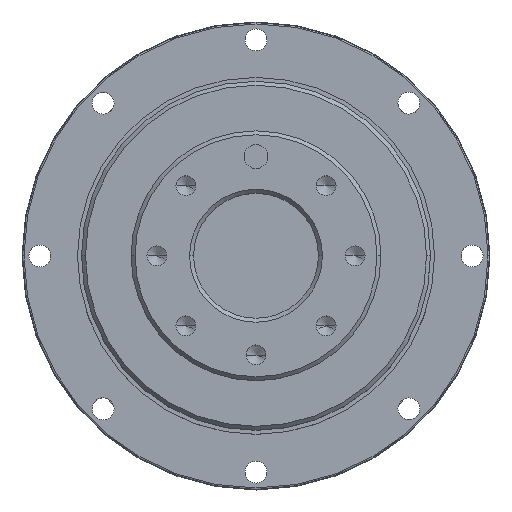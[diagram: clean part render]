
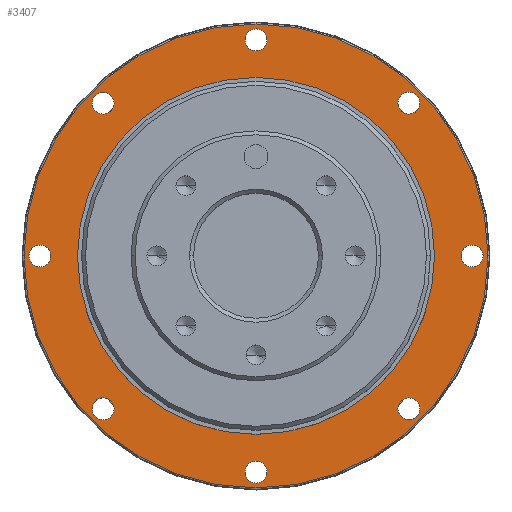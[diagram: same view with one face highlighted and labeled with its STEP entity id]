
A CAD part, top view. The second image highlights one B-rep face of the part: STEP entity #3407.
In plain terms, the highlighted planar face has unit normal (0, 0, 1).
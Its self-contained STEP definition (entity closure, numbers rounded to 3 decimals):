
#974=CARTESIAN_POINT('',(0.,0.,8.));
#975=DIRECTION('',(0.,0.,1.));
#976=DIRECTION('',(1.,0.,0.));
#977=AXIS2_PLACEMENT_3D('',#974,#975,#976);
#979=CARTESIAN_POINT('',(0.,0.,8.));
#980=DIRECTION('',(0.,0.,1.));
#981=DIRECTION('',(-1.,0.,0.));
#982=AXIS2_PLACEMENT_3D('',#979,#980,#981);
#984=CARTESIAN_POINT('',(38.537,38.537,8.));
#985=DIRECTION('',(0.,0.,-1.));
#986=DIRECTION('',(0.707,-0.707,0.));
#987=AXIS2_PLACEMENT_3D('',#984,#985,#986);
#989=CARTESIAN_POINT('',(38.537,38.537,8.));
#990=DIRECTION('',(0.,0.,-1.));
#991=DIRECTION('',(1.,0.,0.));
#992=AXIS2_PLACEMENT_3D('',#989,#990,#991);
#994=CARTESIAN_POINT('',(38.537,38.537,8.));
#995=DIRECTION('',(0.,0.,-1.));
#996=DIRECTION('',(-1.,0.,0.));
#997=AXIS2_PLACEMENT_3D('',#994,#995,#996);
#999=CARTESIAN_POINT('',(54.5,0.,8.));
#1000=DIRECTION('',(0.,0.,-1.));
#1001=DIRECTION('',(0.,-1.,0.));
#1002=AXIS2_PLACEMENT_3D('',#999,#1000,#1001);
#1004=CARTESIAN_POINT('',(54.5,0.,8.));
#1005=DIRECTION('',(0.,0.,-1.));
#1006=DIRECTION('',(1.,0.,0.));
#1007=AXIS2_PLACEMENT_3D('',#1004,#1005,#1006);
#1009=CARTESIAN_POINT('',(54.5,0.,8.));
#1010=DIRECTION('',(0.,0.,-1.));
#1011=DIRECTION('',(-1.,0.,0.));
#1012=AXIS2_PLACEMENT_3D('',#1009,#1010,#1011);
#1014=CARTESIAN_POINT('',(38.537,-38.537,8.));
#1015=DIRECTION('',(0.,0.,-1.));
#1016=DIRECTION('',(-0.707,-0.707,0.));
#1017=AXIS2_PLACEMENT_3D('',#1014,#1015,#1016);
#1019=CARTESIAN_POINT('',(38.537,-38.537,8.));
#1020=DIRECTION('',(0.,0.,-1.));
#1021=DIRECTION('',(1.,0.,0.));
#1022=AXIS2_PLACEMENT_3D('',#1019,#1020,#1021);
#1024=CARTESIAN_POINT('',(38.537,-38.537,8.));
#1025=DIRECTION('',(0.,0.,-1.));
#1026=DIRECTION('',(-1.,0.,0.));
#1027=AXIS2_PLACEMENT_3D('',#1024,#1025,#1026);
#1029=CARTESIAN_POINT('',(0.,-54.5,8.));
#1030=DIRECTION('',(0.,0.,-1.));
#1031=DIRECTION('',(-1.,0.,0.));
#1032=AXIS2_PLACEMENT_3D('',#1029,#1030,#1031);
#1034=CARTESIAN_POINT('',(0.,-54.5,8.));
#1035=DIRECTION('',(0.,0.,-1.));
#1036=DIRECTION('',(1.,0.,0.));
#1037=AXIS2_PLACEMENT_3D('',#1034,#1035,#1036);
#1039=CARTESIAN_POINT('',(-38.537,-38.537,8.));
#1040=DIRECTION('',(0.,0.,-1.));
#1041=DIRECTION('',(-0.707,0.707,0.));
#1042=AXIS2_PLACEMENT_3D('',#1039,#1040,#1041);
#1044=CARTESIAN_POINT('',(-38.537,-38.537,8.));
#1045=DIRECTION('',(0.,0.,-1.));
#1046=DIRECTION('',(-1.,0.,0.));
#1047=AXIS2_PLACEMENT_3D('',#1044,#1045,#1046);
#1049=CARTESIAN_POINT('',(-38.537,-38.537,8.));
#1050=DIRECTION('',(0.,0.,-1.));
#1051=DIRECTION('',(1.,0.,0.));
#1052=AXIS2_PLACEMENT_3D('',#1049,#1050,#1051);
#1054=CARTESIAN_POINT('',(-54.5,0.,8.));
#1055=DIRECTION('',(0.,0.,-1.));
#1056=DIRECTION('',(0.,1.,0.));
#1057=AXIS2_PLACEMENT_3D('',#1054,#1055,#1056);
#1059=CARTESIAN_POINT('',(-54.5,0.,8.));
#1060=DIRECTION('',(0.,0.,-1.));
#1061=DIRECTION('',(-1.,0.,0.));
#1062=AXIS2_PLACEMENT_3D('',#1059,#1060,#1061);
#1064=CARTESIAN_POINT('',(-54.5,0.,8.));
#1065=DIRECTION('',(0.,0.,-1.));
#1066=DIRECTION('',(1.,0.,0.));
#1067=AXIS2_PLACEMENT_3D('',#1064,#1065,#1066);
#1069=CARTESIAN_POINT('',(-38.537,38.537,8.));
#1070=DIRECTION('',(0.,0.,-1.));
#1071=DIRECTION('',(0.707,0.707,0.));
#1072=AXIS2_PLACEMENT_3D('',#1069,#1070,#1071);
#1074=CARTESIAN_POINT('',(-38.537,38.537,8.));
#1075=DIRECTION('',(0.,0.,-1.));
#1076=DIRECTION('',(-1.,0.,0.));
#1077=AXIS2_PLACEMENT_3D('',#1074,#1075,#1076);
#1079=CARTESIAN_POINT('',(-38.537,38.537,8.));
#1080=DIRECTION('',(0.,0.,-1.));
#1081=DIRECTION('',(1.,0.,0.));
#1082=AXIS2_PLACEMENT_3D('',#1079,#1080,#1081);
#1084=CARTESIAN_POINT('',(0.,54.5,8.));
#1085=DIRECTION('',(0.,0.,-1.));
#1086=DIRECTION('',(1.,0.,0.));
#1087=AXIS2_PLACEMENT_3D('',#1084,#1085,#1086);
#1089=CARTESIAN_POINT('',(0.,54.5,8.));
#1090=DIRECTION('',(0.,0.,-1.));
#1091=DIRECTION('',(-1.,0.,0.));
#1092=AXIS2_PLACEMENT_3D('',#1089,#1090,#1091);
#1094=CARTESIAN_POINT('',(0.,0.,8.));
#1095=DIRECTION('',(0.,0.,-1.));
#1096=DIRECTION('',(1.,0.,0.));
#1097=AXIS2_PLACEMENT_3D('',#1094,#1095,#1096);
#1099=CARTESIAN_POINT('',(0.,0.,8.));
#1100=DIRECTION('',(0.,0.,-1.));
#1101=DIRECTION('',(-1.,0.,0.));
#1102=AXIS2_PLACEMENT_3D('',#1099,#1100,#1101);
#1752=CARTESIAN_POINT('',(-58.5,0.,8.));
#1753=VERTEX_POINT('',#1752);
#1754=CARTESIAN_POINT('',(58.5,0.,8.));
#1755=VERTEX_POINT('',#1754);
#1773=CARTESIAN_POINT('',(-45.,0.,8.));
#1775=VERTEX_POINT('',#1773);
#1777=CARTESIAN_POINT('',(45.,0.,8.));
#1779=VERTEX_POINT('',#1777);
#1939=CARTESIAN_POINT('',(41.287,38.537,8.));
#1941=VERTEX_POINT('',#1939);
#1943=CARTESIAN_POINT('',(35.787,38.537,8.));
#1945=VERTEX_POINT('',#1943);
#1946=CARTESIAN_POINT('',(40.482,36.593,8.));
#1947=VERTEX_POINT('',#1946);
#1949=CARTESIAN_POINT('',(57.25,0.,8.));
#1951=VERTEX_POINT('',#1949);
#1953=CARTESIAN_POINT('',(51.75,0.,8.));
#1955=VERTEX_POINT('',#1953);
#1956=CARTESIAN_POINT('',(54.5,-2.75,8.));
#1957=VERTEX_POINT('',#1956);
#1959=CARTESIAN_POINT('',(41.287,-38.537,8.));
#1961=VERTEX_POINT('',#1959);
#1963=CARTESIAN_POINT('',(35.787,-38.537,8.));
#1965=VERTEX_POINT('',#1963);
#1966=CARTESIAN_POINT('',(36.593,-40.482,8.));
#1967=VERTEX_POINT('',#1966);
#1969=CARTESIAN_POINT('',(2.75,-54.5,8.));
#1971=VERTEX_POINT('',#1969);
#1973=CARTESIAN_POINT('',(-2.75,-54.5,8.));
#1975=VERTEX_POINT('',#1973);
#1977=CARTESIAN_POINT('',(-35.787,-38.537,8.));
#1979=VERTEX_POINT('',#1977);
#1981=CARTESIAN_POINT('',(-41.287,-38.537,8.));
#1983=VERTEX_POINT('',#1981);
#1984=CARTESIAN_POINT('',(-40.482,-36.593,8.));
#1985=VERTEX_POINT('',#1984);
#1987=CARTESIAN_POINT('',(-51.75,0.,8.));
#1989=VERTEX_POINT('',#1987);
#1991=CARTESIAN_POINT('',(-57.25,0.,8.));
#1993=VERTEX_POINT('',#1991);
#1994=CARTESIAN_POINT('',(-54.5,2.75,8.));
#1995=VERTEX_POINT('',#1994);
#1997=CARTESIAN_POINT('',(-35.787,38.537,8.));
#1999=VERTEX_POINT('',#1997);
#2001=CARTESIAN_POINT('',(-41.287,38.537,8.));
#2003=VERTEX_POINT('',#2001);
#2004=CARTESIAN_POINT('',(-36.593,40.482,8.));
#2005=VERTEX_POINT('',#2004);
#2007=CARTESIAN_POINT('',(2.75,54.5,8.));
#2009=VERTEX_POINT('',#2007);
#2011=CARTESIAN_POINT('',(-2.75,54.5,8.));
#2013=VERTEX_POINT('',#2011);
#3331=CARTESIAN_POINT('',(0.,0.,8.));
#3332=DIRECTION('',(0.,0.,1.));
#3333=DIRECTION('',(1.,0.,0.));
#3334=AXIS2_PLACEMENT_3D('',#3331,#3332,#3333);
#3335=PLANE('',#3334);
#3337=ORIENTED_EDGE('',*,*,#3336,.F.);
#3338=ORIENTED_EDGE('',*,*,#3321,.F.);
#3339=EDGE_LOOP('',(#3337,#3338));
#3340=FACE_OUTER_BOUND('',#3339,.F.);
#3342=ORIENTED_EDGE('',*,*,#3341,.F.);
#3344=ORIENTED_EDGE('',*,*,#3343,.F.);
#3346=ORIENTED_EDGE('',*,*,#3345,.F.);
#3347=EDGE_LOOP('',(#3342,#3344,#3346));
#3348=FACE_BOUND('',#3347,.F.);
#3350=ORIENTED_EDGE('',*,*,#3349,.F.);
#3352=ORIENTED_EDGE('',*,*,#3351,.F.);
#3354=ORIENTED_EDGE('',*,*,#3353,.F.);
#3355=EDGE_LOOP('',(#3350,#3352,#3354));
#3356=FACE_BOUND('',#3355,.F.);
#3358=ORIENTED_EDGE('',*,*,#3357,.F.);
#3360=ORIENTED_EDGE('',*,*,#3359,.F.);
#3362=ORIENTED_EDGE('',*,*,#3361,.F.);
#3363=EDGE_LOOP('',(#3358,#3360,#3362));
#3364=FACE_BOUND('',#3363,.F.);
#3366=ORIENTED_EDGE('',*,*,#3365,.F.);
#3368=ORIENTED_EDGE('',*,*,#3367,.F.);
#3369=EDGE_LOOP('',(#3366,#3368));
#3370=FACE_BOUND('',#3369,.F.);
#3372=ORIENTED_EDGE('',*,*,#3371,.F.);
#3374=ORIENTED_EDGE('',*,*,#3373,.F.);
#3376=ORIENTED_EDGE('',*,*,#3375,.F.);
#3377=EDGE_LOOP('',(#3372,#3374,#3376));
#3378=FACE_BOUND('',#3377,.F.);
#3380=ORIENTED_EDGE('',*,*,#3379,.F.);
#3382=ORIENTED_EDGE('',*,*,#3381,.F.);
#3384=ORIENTED_EDGE('',*,*,#3383,.F.);
#3385=EDGE_LOOP('',(#3380,#3382,#3384));
#3386=FACE_BOUND('',#3385,.F.);
#3388=ORIENTED_EDGE('',*,*,#3387,.F.);
#3390=ORIENTED_EDGE('',*,*,#3389,.F.);
#3392=ORIENTED_EDGE('',*,*,#3391,.F.);
#3393=EDGE_LOOP('',(#3388,#3390,#3392));
#3394=FACE_BOUND('',#3393,.F.);
#3396=ORIENTED_EDGE('',*,*,#3395,.F.);
#3398=ORIENTED_EDGE('',*,*,#3397,.F.);
#3399=EDGE_LOOP('',(#3396,#3398));
#3400=FACE_BOUND('',#3399,.F.);
#3402=ORIENTED_EDGE('',*,*,#3401,.F.);
#3404=ORIENTED_EDGE('',*,*,#3403,.F.);
#3405=EDGE_LOOP('',(#3402,#3404));
#3406=FACE_BOUND('',#3405,.F.);
#3407=ADVANCED_FACE('',(#3340,#3348,#3356,#3364,#3370,#3378,#3386,#3394,#3400,
#3406),#3335,.T.);
#978=CIRCLE('',#977,58.5);
#983=CIRCLE('',#982,58.5);
#988=CIRCLE('',#987,2.75);
#993=CIRCLE('',#992,2.75);
#998=CIRCLE('',#997,2.75);
#1003=CIRCLE('',#1002,2.75);
#1008=CIRCLE('',#1007,2.75);
#1013=CIRCLE('',#1012,2.75);
#1018=CIRCLE('',#1017,2.75);
#1023=CIRCLE('',#1022,2.75);
#1028=CIRCLE('',#1027,2.75);
#1033=CIRCLE('',#1032,2.75);
#1038=CIRCLE('',#1037,2.75);
#1043=CIRCLE('',#1042,2.75);
#1048=CIRCLE('',#1047,2.75);
#1053=CIRCLE('',#1052,2.75);
#1058=CIRCLE('',#1057,2.75);
#1063=CIRCLE('',#1062,2.75);
#1068=CIRCLE('',#1067,2.75);
#1073=CIRCLE('',#1072,2.75);
#1078=CIRCLE('',#1077,2.75);
#1083=CIRCLE('',#1082,2.75);
#1088=CIRCLE('',#1087,2.75);
#1093=CIRCLE('',#1092,2.75);
#1098=CIRCLE('',#1097,45.);
#1103=CIRCLE('',#1102,45.);
#3321=EDGE_CURVE('',#1753,#1755,#983,.T.);
#3336=EDGE_CURVE('',#1755,#1753,#978,.T.);
#3341=EDGE_CURVE('',#1947,#1945,#988,.T.);
#3343=EDGE_CURVE('',#1941,#1947,#993,.T.);
#3345=EDGE_CURVE('',#1945,#1941,#998,.T.);
#3349=EDGE_CURVE('',#1957,#1955,#1003,.T.);
#3351=EDGE_CURVE('',#1951,#1957,#1008,.T.);
#3353=EDGE_CURVE('',#1955,#1951,#1013,.T.);
#3357=EDGE_CURVE('',#1967,#1965,#1018,.T.);
#3359=EDGE_CURVE('',#1961,#1967,#1023,.T.);
#3361=EDGE_CURVE('',#1965,#1961,#1028,.T.);
#3365=EDGE_CURVE('',#1975,#1971,#1033,.T.);
#3367=EDGE_CURVE('',#1971,#1975,#1038,.T.);
#3371=EDGE_CURVE('',#1985,#1979,#1043,.T.);
#3373=EDGE_CURVE('',#1983,#1985,#1048,.T.);
#3375=EDGE_CURVE('',#1979,#1983,#1053,.T.);
#3379=EDGE_CURVE('',#1995,#1989,#1058,.T.);
#3381=EDGE_CURVE('',#1993,#1995,#1063,.T.);
#3383=EDGE_CURVE('',#1989,#1993,#1068,.T.);
#3387=EDGE_CURVE('',#2005,#1999,#1073,.T.);
#3389=EDGE_CURVE('',#2003,#2005,#1078,.T.);
#3391=EDGE_CURVE('',#1999,#2003,#1083,.T.);
#3395=EDGE_CURVE('',#2009,#2013,#1088,.T.);
#3397=EDGE_CURVE('',#2013,#2009,#1093,.T.);
#3401=EDGE_CURVE('',#1779,#1775,#1098,.T.);
#3403=EDGE_CURVE('',#1775,#1779,#1103,.T.);
